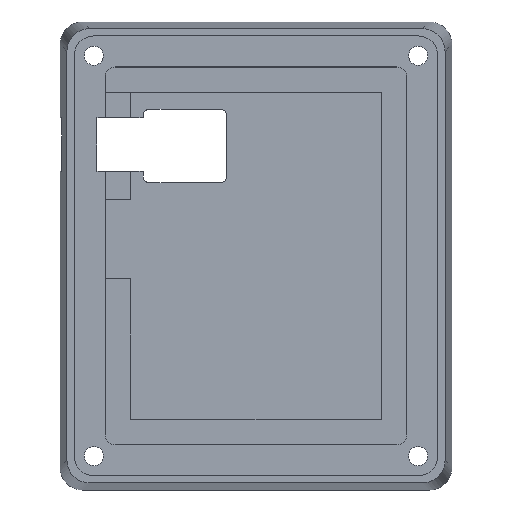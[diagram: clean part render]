
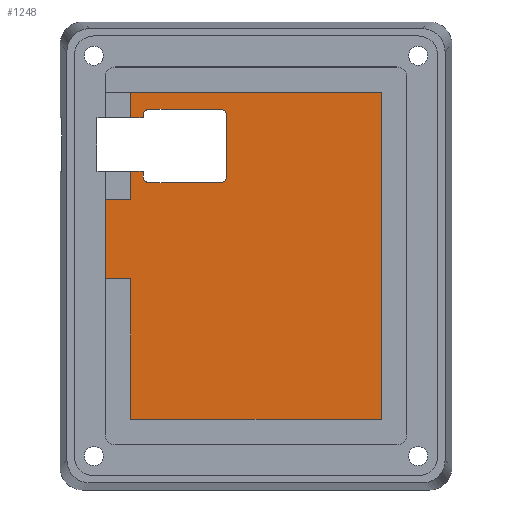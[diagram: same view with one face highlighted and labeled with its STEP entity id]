
A CAD part, top view. The second image highlights one B-rep face of the part: STEP entity #1248.
In plain terms, the highlighted planar face has unit normal (0, 0, 1).
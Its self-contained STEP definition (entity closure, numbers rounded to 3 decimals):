
#38=CIRCLE('',#1306,1.);
#40=CIRCLE('',#1310,1.);
#66=CIRCLE('',#1368,1.);
#68=CIRCLE('',#1372,1.);
#100=PLANE('',#1375);
#165=FACE_OUTER_BOUND('',#240,.T.);
#240=EDGE_LOOP('',(#1075,#1076,#1077,#1078,#1079,#1080,#1081,#1082,#1083,
#1084,#1085,#1086,#1087,#1088,#1089,#1090,#1091,#1092,#1093,#1094));
#293=LINE('',#1860,#422);
#298=LINE('',#1875,#427);
#301=LINE('',#1883,#430);
#305=LINE('',#1892,#434);
#309=LINE('',#1899,#438);
#310=LINE('',#1902,#439);
#321=LINE('',#1924,#450);
#354=LINE('',#2040,#483);
#361=LINE('',#2058,#490);
#364=LINE('',#2067,#493);
#366=LINE('',#2070,#495);
#368=LINE('',#2073,#497);
#369=LINE('',#2075,#498);
#370=LINE('',#2077,#499);
#371=LINE('',#2079,#500);
#372=LINE('',#2080,#501);
#422=VECTOR('',#1498,10.);
#427=VECTOR('',#1511,10.);
#430=VECTOR('',#1516,10.);
#434=VECTOR('',#1522,10.);
#438=VECTOR('',#1528,10.);
#439=VECTOR('',#1531,10.);
#450=VECTOR('',#1548,10.);
#483=VECTOR('',#1673,10.);
#490=VECTOR('',#1690,10.);
#493=VECTOR('',#1701,10.);
#495=VECTOR('',#1705,10.);
#497=VECTOR('',#1709,10.);
#498=VECTOR('',#1710,10.);
#499=VECTOR('',#1711,10.);
#500=VECTOR('',#1712,10.);
#501=VECTOR('',#1713,10.);
#558=VERTEX_POINT('',#1850);
#559=VERTEX_POINT('',#1852);
#561=VERTEX_POINT('',#1858);
#564=VERTEX_POINT('',#1865);
#565=VERTEX_POINT('',#1867);
#567=VERTEX_POINT('',#1873);
#570=VERTEX_POINT('',#1880);
#571=VERTEX_POINT('',#1882);
#574=VERTEX_POINT('',#1889);
#575=VERTEX_POINT('',#1891);
#577=VERTEX_POINT('',#1897);
#578=VERTEX_POINT('',#1901);
#585=VERTEX_POINT('',#1921);
#586=VERTEX_POINT('',#1923);
#628=VERTEX_POINT('',#2052);
#629=VERTEX_POINT('',#2054);
#631=VERTEX_POINT('',#2063);
#632=VERTEX_POINT('',#2074);
#633=VERTEX_POINT('',#2076);
#634=VERTEX_POINT('',#2078);
#691=EDGE_CURVE('',#558,#559,#38,.T.);
#695=EDGE_CURVE('',#558,#561,#293,.T.);
#698=EDGE_CURVE('',#564,#565,#40,.T.);
#702=EDGE_CURVE('',#564,#567,#298,.T.);
#705=EDGE_CURVE('',#570,#571,#301,.T.);
#709=EDGE_CURVE('',#574,#575,#305,.T.);
#713=EDGE_CURVE('',#577,#574,#309,.T.);
#714=EDGE_CURVE('',#571,#578,#310,.T.);
#725=EDGE_CURVE('',#586,#585,#321,.T.);
#782=EDGE_CURVE('',#575,#570,#354,.T.);
#789=EDGE_CURVE('',#628,#629,#66,.T.);
#791=EDGE_CURVE('',#628,#559,#361,.T.);
#795=EDGE_CURVE('',#631,#567,#68,.T.);
#796=EDGE_CURVE('',#631,#629,#364,.T.);
#798=EDGE_CURVE('',#585,#565,#366,.T.);
#800=EDGE_CURVE('',#561,#578,#368,.T.);
#801=EDGE_CURVE('',#632,#577,#369,.T.);
#802=EDGE_CURVE('',#633,#632,#370,.T.);
#803=EDGE_CURVE('',#634,#633,#371,.T.);
#804=EDGE_CURVE('',#586,#634,#372,.T.);
#1075=ORIENTED_EDGE('',*,*,#798,.T.);
#1076=ORIENTED_EDGE('',*,*,#698,.F.);
#1077=ORIENTED_EDGE('',*,*,#702,.T.);
#1078=ORIENTED_EDGE('',*,*,#795,.F.);
#1079=ORIENTED_EDGE('',*,*,#796,.T.);
#1080=ORIENTED_EDGE('',*,*,#789,.F.);
#1081=ORIENTED_EDGE('',*,*,#791,.T.);
#1082=ORIENTED_EDGE('',*,*,#691,.F.);
#1083=ORIENTED_EDGE('',*,*,#695,.T.);
#1084=ORIENTED_EDGE('',*,*,#800,.T.);
#1085=ORIENTED_EDGE('',*,*,#714,.F.);
#1086=ORIENTED_EDGE('',*,*,#705,.F.);
#1087=ORIENTED_EDGE('',*,*,#782,.F.);
#1088=ORIENTED_EDGE('',*,*,#709,.F.);
#1089=ORIENTED_EDGE('',*,*,#713,.F.);
#1090=ORIENTED_EDGE('',*,*,#801,.F.);
#1091=ORIENTED_EDGE('',*,*,#802,.F.);
#1092=ORIENTED_EDGE('',*,*,#803,.F.);
#1093=ORIENTED_EDGE('',*,*,#804,.F.);
#1094=ORIENTED_EDGE('',*,*,#725,.T.);
#1248=ADVANCED_FACE('',(#165),#100,.T.);
#1306=AXIS2_PLACEMENT_3D('',#1853,#1491,#1492);
#1310=AXIS2_PLACEMENT_3D('',#1868,#1504,#1505);
#1368=AXIS2_PLACEMENT_3D('',#2055,#1685,#1686);
#1372=AXIS2_PLACEMENT_3D('',#2065,#1697,#1698);
#1375=AXIS2_PLACEMENT_3D('',#2072,#1707,#1708);
#1491=DIRECTION('center_axis',(0.,0.,1.));
#1492=DIRECTION('ref_axis',(-0.707,-0.707,0.));
#1498=DIRECTION('',(0.,1.,0.));
#1504=DIRECTION('center_axis',(0.,0.,1.));
#1505=DIRECTION('ref_axis',(-0.707,0.707,0.));
#1511=DIRECTION('',(1.,0.,0.));
#1516=DIRECTION('',(1.,0.,0.));
#1522=DIRECTION('',(-1.,0.,0.));
#1528=DIRECTION('',(0.,1.,0.));
#1531=DIRECTION('',(0.,1.,0.));
#1548=DIRECTION('',(1.,0.,0.));
#1673=DIRECTION('',(0.,1.,0.));
#1685=DIRECTION('center_axis',(0.,0.,1.));
#1686=DIRECTION('ref_axis',(0.707,-0.707,0.));
#1690=DIRECTION('',(-1.,0.,0.));
#1697=DIRECTION('center_axis',(0.,0.,1.));
#1698=DIRECTION('ref_axis',(0.707,0.707,0.));
#1701=DIRECTION('',(0.,-1.,0.));
#1705=DIRECTION('',(0.,1.,0.));
#1707=DIRECTION('center_axis',(0.,0.,1.));
#1708=DIRECTION('ref_axis',(1.,0.,0.));
#1709=DIRECTION('',(-1.,0.,0.));
#1710=DIRECTION('',(-1.,0.,0.));
#1711=DIRECTION('',(0.,-1.,0.));
#1712=DIRECTION('',(1.,0.,0.));
#1713=DIRECTION('',(0.,1.,0.));
#1850=CARTESIAN_POINT('',(6.249,47.,-2.5));
#1852=CARTESIAN_POINT('',(7.249,46.,-2.5));
#1853=CARTESIAN_POINT('Origin',(7.249,47.,-2.5));
#1858=CARTESIAN_POINT('',(6.249,48.,-2.5));
#1860=CARTESIAN_POINT('',(6.249,46.,-2.5));
#1865=CARTESIAN_POINT('',(7.249,59.,-2.5));
#1867=CARTESIAN_POINT('',(6.249,58.,-2.5));
#1868=CARTESIAN_POINT('Origin',(7.249,58.,-2.5));
#1873=CARTESIAN_POINT('',(20.,59.,-2.5));
#1875=CARTESIAN_POINT('',(23.625,59.,-2.5));
#1880=CARTESIAN_POINT('',(-0.5,43.,-2.5));
#1882=CARTESIAN_POINT('',(4.,43.,-2.5));
#1883=CARTESIAN_POINT('',(4.,43.,-2.5));
#1889=CARTESIAN_POINT('',(4.,28.967,-2.5));
#1891=CARTESIAN_POINT('',(-0.5,28.967,-2.5));
#1892=CARTESIAN_POINT('',(-0.5,28.967,-2.5));
#1897=CARTESIAN_POINT('',(4.,4.,-2.5));
#1899=CARTESIAN_POINT('',(4.,47.5,-2.5));
#1901=CARTESIAN_POINT('',(4.,48.,-2.5));
#1902=CARTESIAN_POINT('',(4.,47.5,-2.5));
#1921=CARTESIAN_POINT('',(6.249,57.5,-2.5));
#1923=CARTESIAN_POINT('',(4.,57.5,-2.5));
#1924=CARTESIAN_POINT('',(12.051,57.5,-2.5));
#2040=CARTESIAN_POINT('',(-0.5,43.,-2.5));
#2052=CARTESIAN_POINT('',(20.,46.,-2.5));
#2054=CARTESIAN_POINT('',(21.,47.,-2.5));
#2055=CARTESIAN_POINT('Origin',(20.,47.,-2.5));
#2058=CARTESIAN_POINT('',(16.249,46.,-2.5));
#2063=CARTESIAN_POINT('',(21.,58.,-2.5));
#2065=CARTESIAN_POINT('Origin',(20.,58.,-2.5));
#2067=CARTESIAN_POINT('',(21.,39.5,-2.5));
#2070=CARTESIAN_POINT('',(6.249,46.,-2.5));
#2072=CARTESIAN_POINT('Origin',(26.25,33.,-2.5));
#2073=CARTESIAN_POINT('',(-1.5,48.,-2.5));
#2074=CARTESIAN_POINT('',(48.5,4.,-2.5));
#2075=CARTESIAN_POINT('',(15.125,4.,-2.5));
#2076=CARTESIAN_POINT('',(48.5,62.,-2.5));
#2077=CARTESIAN_POINT('',(48.5,18.5,-2.5));
#2078=CARTESIAN_POINT('',(4.,62.,-2.5));
#2079=CARTESIAN_POINT('',(37.375,62.,-2.5));
#2080=CARTESIAN_POINT('',(4.,47.5,-2.5));
